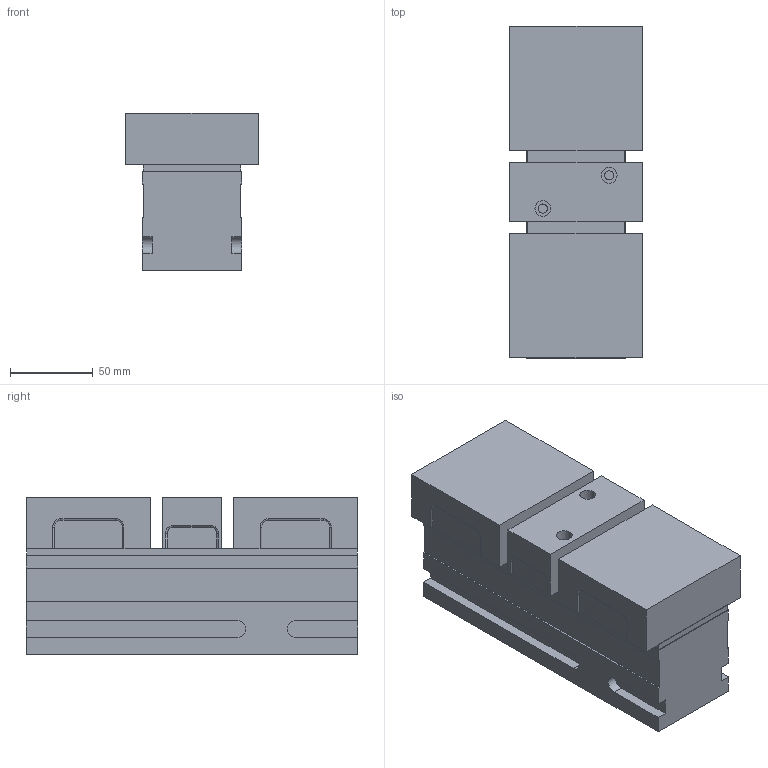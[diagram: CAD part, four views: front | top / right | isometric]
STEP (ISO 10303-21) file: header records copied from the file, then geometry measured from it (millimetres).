
FILE_DESCRIPTION (( 'STEP AP203' ), '1' );
FILE_NAME ('06201.STEP', '2025-03-15T09:44:39', ( '微软用户' ), ( '微软中国' ), 'SwSTEP 2.0', 'SolidWorks 2016', '' );
FILE_SCHEMA (( 'CONFIG_CONTROL_DESIGN' ));
Length unit declared in the file: millimetre
Products named in the file (8): 7_2; Assem2_2; Assem4_2; Assem3; 2_2; 4_2; 06201; 6_2
Assembly tree (8 placements, depth 3):
  06201
    7_2
    Assem3
      4_2
    Assem2_2
      6_2
    Assem4_2  x2
      2_2
Bounding box: 80 x 200 x 95 mm (x, y, z)
Volume: 1163534.1 mm3; surface area: 152121.9 mm2
Topology: 5 solids, 5 shells, 135 faces, 338 edges, 222 vertices
Faces by surface type: plane 67, cylinder 52, bspline 12, cone 4
Entity records: 4454 total; most frequent: CARTESIAN_POINT 751, DIRECTION 624, ORIENTED_EDGE 572, EDGE_CURVE 286, AXIS2_PLACEMENT_3D 223, VERTEX_POINT 190, LINE 178, VECTOR 178
